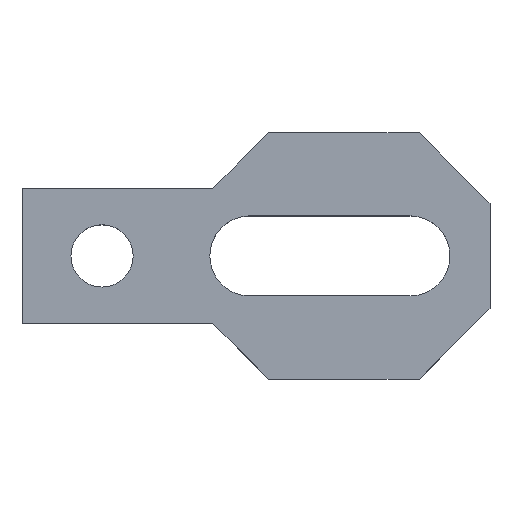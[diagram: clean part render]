
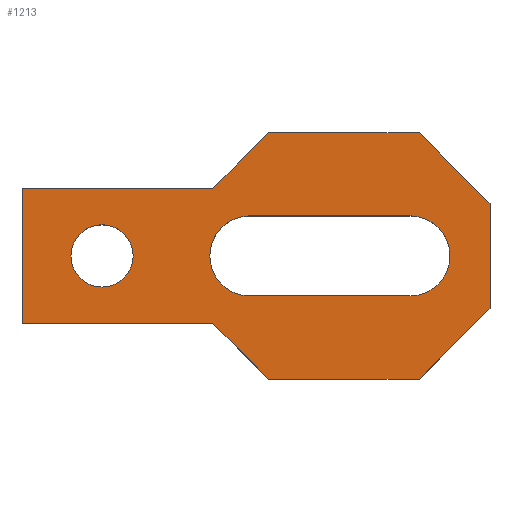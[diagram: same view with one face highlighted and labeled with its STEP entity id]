
A CAD part, top view. The second image highlights one B-rep face of the part: STEP entity #1213.
In plain terms, the highlighted planar face has unit normal (0, 0, 1).
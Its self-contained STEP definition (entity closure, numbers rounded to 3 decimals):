
#529=EDGE_CURVE('',#585,#1471,#1513,.T.);
#555=EDGE_CURVE('',#757,#769,#1540,.T.);
#585=VERTEX_POINT('',#1571);
#635=VERTEX_POINT('',#1627);
#639=EDGE_CURVE('',#1081,#1097,#1631,.T.);
#643=EDGE_CURVE('',#635,#1031,#1635,.T.);
#651=EDGE_CURVE('',#1325,#635,#1643,.T.);
#653=EDGE_CURVE('',#1221,#1015,#1645,.T.);
#665=VERTEX_POINT('',#1659);
#757=VERTEX_POINT('',#1760);
#769=VERTEX_POINT('',#1773);
#843=EDGE_CURVE('',#1013,#1167,#1851,.T.);
#883=VERTEX_POINT('',#1895);
#925=EDGE_CURVE('',#1097,#1283,#1944,.T.);
#967=EDGE_CURVE('',#769,#883,#1993,.T.);
#985=EDGE_CURVE('',#883,#585,#2013,.T.);
#1013=VERTEX_POINT('',#2042);
#1015=VERTEX_POINT('',#2044);
#1031=VERTEX_POINT('',#2060);
#1043=EDGE_CURVE('',#1167,#757,#2073,.T.);
#1071=EDGE_CURVE('',#1471,#1081,#2106,.T.);
#1081=VERTEX_POINT('',#2116);
#1097=VERTEX_POINT('',#2134);
#1105=EDGE_CURVE('',#1015,#1221,#2143,.T.);
#1167=VERTEX_POINT('',#2214);
#1213=ADVANCED_FACE('',(#2265,#2266,#2267),#2268,.F.);
#1221=VERTEX_POINT('',#2277);
#1229=EDGE_CURVE('',#665,#1325,#2285,.T.);
#1241=EDGE_CURVE('',#1283,#1013,#2297,.T.);
#1277=EDGE_CURVE('',#1031,#665,#2338,.T.);
#1283=VERTEX_POINT('',#2344);
#1325=VERTEX_POINT('',#2392);
#1471=VERTEX_POINT('',#2555);
#1513=LINE('',#2597,#2598);
#1540=LINE('',#2636,#2637);
#1571=CARTESIAN_POINT('',(-13.0,-11.,15.0));
#1627=CARTESIAN_POINT('',(50.0,6.5,15.0));
#1631=LINE('',#2756,#2757);
#1635=CIRCLE('',#2762,6.5);
#1643=LINE('',#2774,#2775);
#1645=CIRCLE('',#2778,5.053);
#1659=CARTESIAN_POINT('',(24.0,-6.5,15.0));
#1760=CARTESIAN_POINT('',(51.5,-20.0,15.0));
#1773=CARTESIAN_POINT('',(27.,-20.0,15.0));
#1851=LINE('',#3057,#3058);
#1895=CARTESIAN_POINT('',(18.0,-11.,15.0));
#1944=LINE('',#3176,#3177);
#1993=LINE('',#3235,#3236);
#2013=LINE('',#3261,#3262);
#2042=CARTESIAN_POINT('',(63.0,8.5,15.0));
#2044=CARTESIAN_POINT('',(-5.053,0.,15.0));
#2060=CARTESIAN_POINT('',(50.0,-6.5,15.0));
#2073=LINE('',#3341,#3342);
#2106=LINE('',#3385,#3386);
#2116=CARTESIAN_POINT('',(18.0,11.,15.0));
#2134=CARTESIAN_POINT('',(27.0,20.,15.0));
#2143=CIRCLE('',#3432,5.053);
#2214=CARTESIAN_POINT('',(63.0,-8.5,15.0));
#2265=FACE_BOUND('',#3588,.T.);
#2266=FACE_BOUND('',#3589,.T.);
#2267=FACE_OUTER_BOUND('',#3590,.T.);
#2268=PLANE('',#3591);
#2277=CARTESIAN_POINT('',(5.053,0.0,15.0));
#2285=CIRCLE('',#3614,6.5);
#2297=LINE('',#3631,#3632);
#2338=LINE('',#3681,#3682);
#2344=CARTESIAN_POINT('',(51.5,20.,15.0));
#2392=CARTESIAN_POINT('',(24.0,6.5,15.0));
#2555=CARTESIAN_POINT('',(-13.0,11.,15.0));
#2597=CARTESIAN_POINT('',(-13.0,-11.,15.0));
#2598=VECTOR('',#3988,1.0);
#2636=CARTESIAN_POINT('',(51.5,-20.0,15.0));
#2637=VECTOR('',#4019,1.0);
#2756=CARTESIAN_POINT('',(18.0,11.,15.0));
#2757=VECTOR('',#4117,1.0);
#2762=AXIS2_PLACEMENT_3D('',#4118,#4119,#4120);
#2774=CARTESIAN_POINT('',(24.737,6.5,15.0));
#2775=VECTOR('',#4130,1.0);
#2778=AXIS2_PLACEMENT_3D('',#4131,#4132,#4133);
#3057=CARTESIAN_POINT('',(63.0,8.5,15.0));
#3058=VECTOR('',#4366,1.0);
#3176=CARTESIAN_POINT('',(27.0,20.,15.0));
#3177=VECTOR('',#4505,1.0);
#3235=CARTESIAN_POINT('',(27.,-20.0,15.0));
#3236=VECTOR('',#4587,1.0);
#3261=CARTESIAN_POINT('',(18.0,-11.,15.0));
#3262=VECTOR('',#4611,1.0);
#3341=CARTESIAN_POINT('',(63.0,-8.5,15.0));
#3342=VECTOR('',#4668,1.0);
#3385=CARTESIAN_POINT('',(-13.0,11.,15.0));
#3386=VECTOR('',#4733,1.0);
#3432=AXIS2_PLACEMENT_3D('',#4774,#4775,#4776);
#3588=EDGE_LOOP('',(#4961,#4962,#4963,#4964));
#3589=EDGE_LOOP('',(#4965,#4966));
#3590=EDGE_LOOP('',(#4967,#4968,#4969,#4970,#4971,#4972,#4973,#4974,#4975,#4976));
#3591=AXIS2_PLACEMENT_3D('',#4977,#4978,#4979);
#3614=AXIS2_PLACEMENT_3D('',#4994,#4995,#4996);
#3631=CARTESIAN_POINT('',(51.5,20.,15.0));
#3632=VECTOR('',#5004,1.0);
#3681=CARTESIAN_POINT('',(37.737,-6.5,15.0));
#3682=VECTOR('',#5059,1.0);
#3988=DIRECTION('',(0.0,1.0,0.));
#4019=DIRECTION('',(-1.0,0.0,0.0));
#4117=DIRECTION('',(0.707,0.707,0.));
#4118=CARTESIAN_POINT('',(50.0,0.,15.0));
#4119=DIRECTION('',(0.0,0.,-1.0));
#4120=DIRECTION('',(0.0,-1.0,0.));
#4130=DIRECTION('',(1.0,0.0,0.0));
#4131=CARTESIAN_POINT('',(0.0,0.,15.0));
#4132=DIRECTION('',(0.0,0.,-1.0));
#4133=DIRECTION('',(1.0,0.0,0.0));
#4366=DIRECTION('',(0.0,-1.0,0.));
#4505=DIRECTION('',(1.0,0.0,0.0));
#4587=DIRECTION('',(-0.707,0.707,0.));
#4611=DIRECTION('',(-1.0,0.0,0.0));
#4668=DIRECTION('',(-0.707,-0.707,0.));
#4733=DIRECTION('',(1.0,0.0,0.0));
#4774=CARTESIAN_POINT('',(0.0,0.,15.0));
#4775=DIRECTION('',(0.0,0.,-1.0));
#4776=DIRECTION('',(1.0,0.0,0.0));
#4961=ORIENTED_EDGE('',*,*,#643,.T.);
#4962=ORIENTED_EDGE('',*,*,#1277,.T.);
#4963=ORIENTED_EDGE('',*,*,#1229,.T.);
#4964=ORIENTED_EDGE('',*,*,#651,.T.);
#4965=ORIENTED_EDGE('',*,*,#653,.T.);
#4966=ORIENTED_EDGE('',*,*,#1105,.T.);
#4967=ORIENTED_EDGE('',*,*,#1043,.F.);
#4968=ORIENTED_EDGE('',*,*,#843,.F.);
#4969=ORIENTED_EDGE('',*,*,#1241,.F.);
#4970=ORIENTED_EDGE('',*,*,#925,.F.);
#4971=ORIENTED_EDGE('',*,*,#639,.F.);
#4972=ORIENTED_EDGE('',*,*,#1071,.F.);
#4973=ORIENTED_EDGE('',*,*,#529,.F.);
#4974=ORIENTED_EDGE('',*,*,#985,.F.);
#4975=ORIENTED_EDGE('',*,*,#967,.F.);
#4976=ORIENTED_EDGE('',*,*,#555,.F.);
#4977=CARTESIAN_POINT('',(25.474,0.0,15.0));
#4978=DIRECTION('',(0.0,0.,-1.0));
#4979=DIRECTION('',(1.0,0.0,0.0));
#4994=CARTESIAN_POINT('',(24.0,0.,15.0));
#4995=DIRECTION('',(0.0,0.,-1.0));
#4996=DIRECTION('',(0.0,1.0,0.));
#5004=DIRECTION('',(0.707,-0.707,0.));
#5059=DIRECTION('',(-1.0,0.0,0.0));
